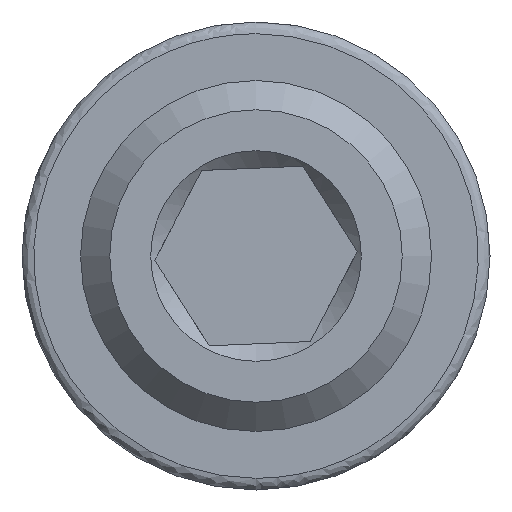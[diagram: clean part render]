
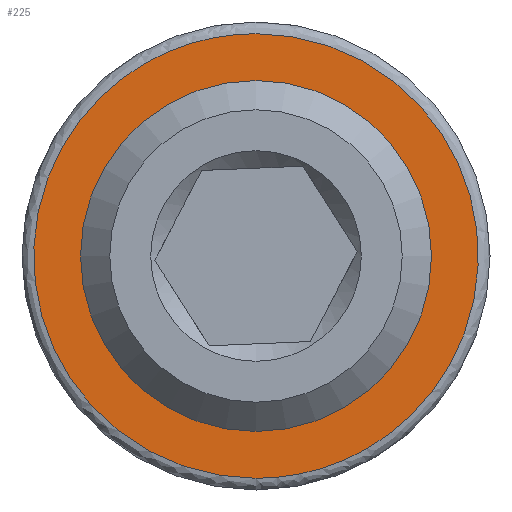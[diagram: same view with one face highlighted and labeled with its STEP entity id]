
A CAD part, front view. The second image highlights one B-rep face of the part: STEP entity #225.
In plain terms, the highlighted planar face has unit normal (0, -1, 0).
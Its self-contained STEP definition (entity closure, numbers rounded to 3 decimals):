
#3 = AXIS2_PLACEMENT_3D ( 'NONE', #747, #810, #661 ) ;
#13 = CARTESIAN_POINT ( 'NONE',  ( -74.552, -53.798, -1.9 ) ) ;
#64 = CARTESIAN_POINT ( 'NONE',  ( -70.752, -53.798, 1.9 ) ) ;
#72 = CARTESIAN_POINT ( 'NONE',  ( -74.552, -53.798, -1.9 ) ) ;
#144 = EDGE_LOOP ( 'NONE', ( #153, #506 ) ) ;
#153 = ORIENTED_EDGE ( 'NONE', *, *, #1051, .F. ) ;
#225 = ADVANCED_FACE ( 'NONE', ( #828, #504 ), #490, .F. ) ;
#226 = CARTESIAN_POINT ( 'NONE',  ( -70.752, -53.798, -1.9 ) ) ;
#231 = ORIENTED_EDGE ( 'NONE', *, *, #624, .F. ) ;
#235 = CARTESIAN_POINT ( 'NONE',  ( -74.552, -53.798, 1.9 ) ) ;
#259 =( BOUNDED_CURVE ( )  B_SPLINE_CURVE ( 3, ( #72, #705, #1029, #638 ),
 .UNSPECIFIED., .F., .T. ) 
 B_SPLINE_CURVE_WITH_KNOTS ( ( 4, 4 ),
 ( 0., 1. ),
 .UNSPECIFIED. ) 
 CURVE ( )  GEOMETRIC_REPRESENTATION_ITEM ( )  RATIONAL_B_SPLINE_CURVE ( ( 1., 0.333, 0.333, 1. ) ) 
 REPRESENTATION_ITEM ( '' )  );
#286 = EDGE_LOOP ( 'NONE', ( #231 ) ) ;
#301 = DIRECTION ( 'NONE',  ( 0., 0., -1. ) ) ;
#310 = CARTESIAN_POINT ( 'NONE',  ( -74.552, -53.798, 0. ) ) ;
#483 = DIRECTION ( 'NONE',  ( 0., -1., 0. ) ) ;
#490 = PLANE ( 'NONE',  #3 ) ;
#504 = FACE_BOUND ( 'NONE', #286, .T. ) ;
#506 = ORIENTED_EDGE ( 'NONE', *, *, #1046, .F. ) ;
#547 = CARTESIAN_POINT ( 'NONE',  ( -74.552, -53.798, -1.9 ) ) ;
#551 = CARTESIAN_POINT ( 'NONE',  ( -74.552, -53.798, 1.9 ) ) ;
#624 = EDGE_CURVE ( 'NONE', #667, #667, #994, .T. ) ;
#638 = CARTESIAN_POINT ( 'NONE',  ( -74.552, -53.798, 1.9 ) ) ;
#661 = DIRECTION ( 'NONE',  ( 0., 0., 1. ) ) ;
#667 = VERTEX_POINT ( 'NONE', #892 ) ;
#676 = VERTEX_POINT ( 'NONE', #13 ) ;
#705 = CARTESIAN_POINT ( 'NONE',  ( -78.352, -53.798, -1.9 ) ) ;
#747 = CARTESIAN_POINT ( 'NONE',  ( -74.552, -53.798, 0. ) ) ;
#790 =( BOUNDED_CURVE ( )  B_SPLINE_CURVE ( 3, ( #235, #64, #226, #547 ),
 .UNSPECIFIED., .F., .F. ) 
 B_SPLINE_CURVE_WITH_KNOTS ( ( 4, 4 ),
 ( 0., 1. ),
 .UNSPECIFIED. ) 
 CURVE ( )  GEOMETRIC_REPRESENTATION_ITEM ( )  RATIONAL_B_SPLINE_CURVE ( ( 1., 0.333, 0.333, 1. ) ) 
 REPRESENTATION_ITEM ( '' )  );
#810 = DIRECTION ( 'NONE',  ( 0., 1., 0. ) ) ;
#828 = FACE_OUTER_BOUND ( 'NONE', #144, .T. ) ;
#892 = CARTESIAN_POINT ( 'NONE',  ( -74.552, -53.798, -1.5 ) ) ;
#905 = AXIS2_PLACEMENT_3D ( 'NONE', #310, #483, #301 ) ;
#994 = CIRCLE ( 'NONE', #905, 1.5 ) ;
#1029 = CARTESIAN_POINT ( 'NONE',  ( -78.352, -53.798, 1.9 ) ) ;
#1034 = VERTEX_POINT ( 'NONE', #551 ) ;
#1046 = EDGE_CURVE ( 'NONE', #676, #1034, #259, .T. ) ;
#1051 = EDGE_CURVE ( 'NONE', #1034, #676, #790, .T. ) ;
